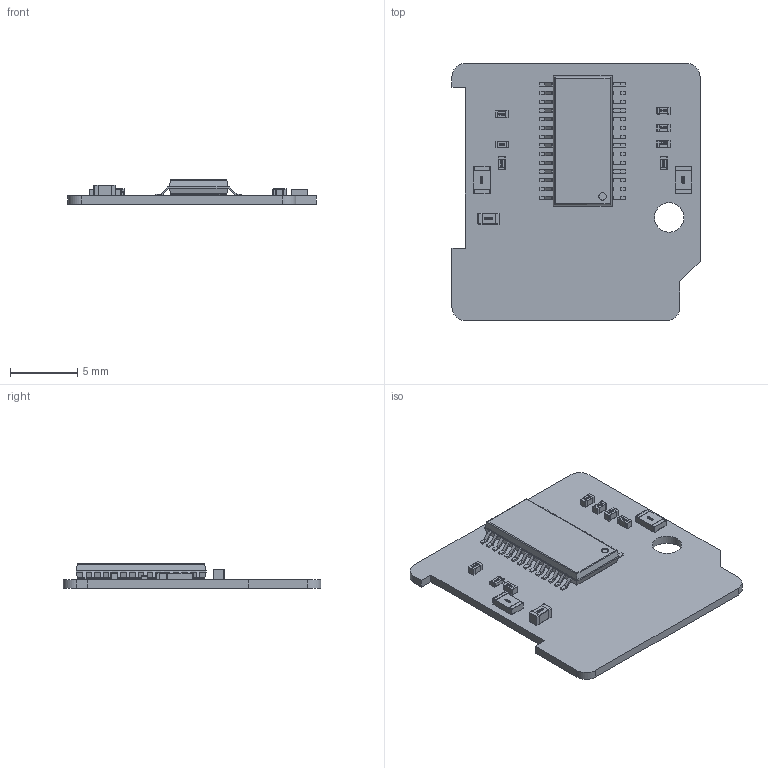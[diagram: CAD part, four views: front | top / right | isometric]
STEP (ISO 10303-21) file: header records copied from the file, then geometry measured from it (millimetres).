
FILE_DESCRIPTION(('Open CASCADE Model'),'2;1');
FILE_NAME('Open CASCADE Shape Model','2022-06-20T10:45:17',('Author'),( 'Open CASCADE'),'Open CASCADE STEP processor 6.8','Open CASCADE 6.8' ,'Unknown');
FILE_SCHEMA(('AUTOMOTIVE_DESIGN { 1 0 10303 214 1 1 1 1 }'));
Length unit declared in the file: millimetre
Products named in the file (30): PCB; Board; Open CASCADE STEP translator 6.8 3.1.1; U1; TMC2226-SA-T; Body; PinsArrayLR; ThermalPad; R5; R_0402; LOGO?; R3; R_0805; R1; C7; C_0402; C6; C5; C4; C_0603; C3; C2; C1
Assembly tree (35 placements, depth 4):
  PCB
    Board
      Open CASCADE STEP translator 6.8 3.1.1
    U1
      TMC2226-SA-T
        Body
        PinsArrayLR
        ThermalPad
    R5
      R_0402
        R_0402
        LOGO?
    R3
      R_0805
        R_0805
        LOGO?
    R1
      R_0805
        R_0805
        LOGO?
    C7
      C_0402
        LOGO?
        C_0402
    C6
      C_0402
        LOGO?
        C_0402
    C5
      C_0402
        LOGO?
        C_0402
    C4
      C_0603
        LOGO?
        C_0603
    C3
      C_0402
        LOGO?
        C_0402
    C2
      C_0402
        LOGO?
        C_0402
    C1
      C_0402
        LOGO?
        C_0402
Bounding box: 18.5 x 19.2 x 1.82 mm (x, y, z)
Volume: 261.1 mm3; surface area: 951 mm2
Topology: 201 solids, 201 shells, 2411 faces, 5680 edges, 3688 vertices
Faces by surface type: plane 1374, bspline 583, cylinder 398, sphere 56
Full cylindrical faces by diameter (mm): 0.55 x1, 2.2 x1
Entity records: 48932 total; most frequent: CARTESIAN_POINT 17006, ORIENTED_EDGE 5758, DIRECTION 4773, EDGE_CURVE 2879, LINE 1987, VECTOR 1987, VERTEX_POINT 1898, AXIS2_PLACEMENT_3D 1393
